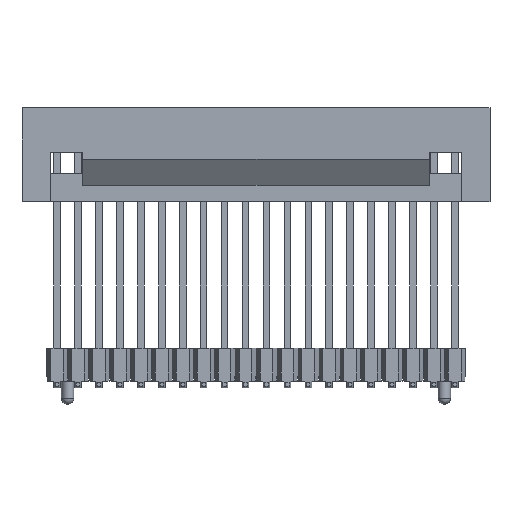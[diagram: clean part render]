
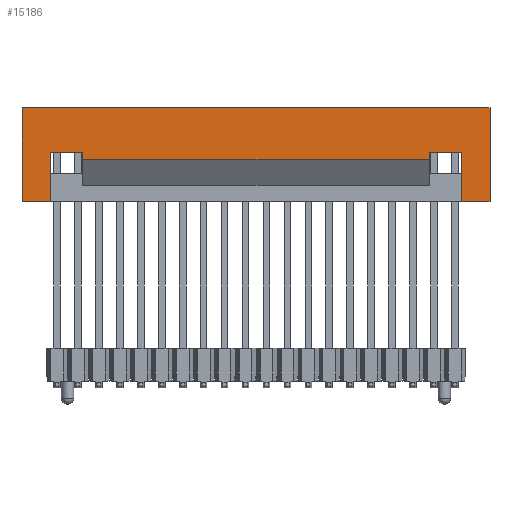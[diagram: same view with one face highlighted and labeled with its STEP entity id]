
A CAD part, front view. The second image highlights one B-rep face of the part: STEP entity #15186.
In plain terms, the highlighted planar face has unit normal (0, -1, 0).
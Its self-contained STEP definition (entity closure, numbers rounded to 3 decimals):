
#147 = DIRECTION ( 'NONE',  ( 0., 0., -1. ) ) ;
#380 = VECTOR ( 'NONE', #147, 1000. ) ;
#393 = LINE ( 'NONE', #38145, #380 ) ;
#1347 = VERTEX_POINT ( 'NONE', #35394 ) ;
#2401 = CARTESIAN_POINT ( 'NONE',  ( 31.98, -2.8, 0. ) ) ;
#3209 = VERTEX_POINT ( 'NONE', #14530 ) ;
#6000 = VERTEX_POINT ( 'NONE', #25222 ) ;
#6001 = ORIENTED_EDGE ( 'NONE', *, *, #12627, .F. ) ;
#6228 = ORIENTED_EDGE ( 'NONE', *, *, #11958, .F. ) ;
#6796 = VERTEX_POINT ( 'NONE', #28351 ) ;
#7843 = LINE ( 'NONE', #37907, #17861 ) ;
#8084 = CARTESIAN_POINT ( 'NONE',  ( 31.98, -2.8, 5.7 ) ) ;
#8577 = ORIENTED_EDGE ( 'NONE', *, *, #39030, .F. ) ;
#8701 = CARTESIAN_POINT ( 'NONE',  ( 5.28, -2.8, 3. ) ) ;
#9149 = VECTOR ( 'NONE', #13512, 1000. ) ;
#9955 = VERTEX_POINT ( 'NONE', #45657 ) ;
#9965 = VECTOR ( 'NONE', #17995, 1000. ) ;
#10493 = DIRECTION ( 'NONE',  ( -1., 0., 0. ) ) ;
#10527 = PLANE ( 'NONE',  #16666 ) ;
#11656 = VERTEX_POINT ( 'NONE', #2401 ) ;
#11696 = CARTESIAN_POINT ( 'NONE',  ( 3.58, -2.8, 5.7 ) ) ;
#11958 = EDGE_CURVE ( 'NONE', #32752, #9955, #48299, .T. ) ;
#12013 = EDGE_CURVE ( 'NONE', #28952, #22432, #32891, .T. ) ;
#12062 = ORIENTED_EDGE ( 'NONE', *, *, #28094, .F. ) ;
#12090 = LINE ( 'NONE', #27498, #34302 ) ;
#12226 = DIRECTION ( 'NONE',  ( -1., 0., 0. ) ) ;
#12627 = EDGE_CURVE ( 'NONE', #6000, #34405, #20129, .T. ) ;
#12829 = DIRECTION ( 'NONE',  ( 0., 0., 1. ) ) ;
#13213 = ORIENTED_EDGE ( 'NONE', *, *, #39208, .F. ) ;
#13512 = DIRECTION ( 'NONE',  ( 1., 0., 0. ) ) ;
#14530 = CARTESIAN_POINT ( 'NONE',  ( 7.28, -2.8, 2.571 ) ) ;
#14639 = DIRECTION ( 'NONE',  ( 1., 0., 0. ) ) ;
#15186 = ADVANCED_FACE ( 'NONE', ( #32883 ), #10527, .F. ) ;
#15289 = DIRECTION ( 'NONE',  ( 1., 0., 0. ) ) ;
#16261 = VERTEX_POINT ( 'NONE', #39434 ) ;
#16666 = AXIS2_PLACEMENT_3D ( 'NONE', #44067, #25922, #28909 ) ;
#16875 = ORIENTED_EDGE ( 'NONE', *, *, #12013, .T. ) ;
#17446 = CARTESIAN_POINT ( 'NONE',  ( 28.28, -2.8, 2.571 ) ) ;
#17861 = VECTOR ( 'NONE', #15289, 1000. ) ;
#17920 = VECTOR ( 'NONE', #24102, 1000. ) ;
#17995 = DIRECTION ( 'NONE',  ( 0., 0., 1. ) ) ;
#18455 = VECTOR ( 'NONE', #14639, 1000. ) ;
#19154 = LINE ( 'NONE', #11696, #33387 ) ;
#19263 = DIRECTION ( 'NONE',  ( 0., 0., -1. ) ) ;
#20049 = LINE ( 'NONE', #42151, #42571 ) ;
#20129 = LINE ( 'NONE', #30814, #17920 ) ;
#20164 = VERTEX_POINT ( 'NONE', #8701 ) ;
#21842 = VECTOR ( 'NONE', #12226, 1000. ) ;
#22432 = VERTEX_POINT ( 'NONE', #30602 ) ;
#23803 = CARTESIAN_POINT ( 'NONE',  ( 3.58, -2.8, 0. ) ) ;
#24069 = ORIENTED_EDGE ( 'NONE', *, *, #31812, .T. ) ;
#24102 = DIRECTION ( 'NONE',  ( 0., 0., -1. ) ) ;
#24785 = ORIENTED_EDGE ( 'NONE', *, *, #26454, .F. ) ;
#25222 = CARTESIAN_POINT ( 'NONE',  ( 28.28, -2.8, 3. ) ) ;
#25922 = DIRECTION ( 'NONE',  ( 0., 1., 0. ) ) ;
#26125 = DIRECTION ( 'NONE',  ( 1., 0., 0. ) ) ;
#26454 = EDGE_CURVE ( 'NONE', #3209, #1347, #20049, .T. ) ;
#27498 = CARTESIAN_POINT ( 'NONE',  ( 5.28, -2.8, 3. ) ) ;
#27727 = EDGE_LOOP ( 'NONE', ( #46528, #6001, #8577, #6228, #24069, #12062, #13213, #28404, #16875, #29434, #37912, #24785 ) ) ;
#28094 = EDGE_CURVE ( 'NONE', #16261, #11656, #38385, .T. ) ;
#28351 = CARTESIAN_POINT ( 'NONE',  ( 3.58, -2.8, 5.7 ) ) ;
#28404 = ORIENTED_EDGE ( 'NONE', *, *, #34961, .T. ) ;
#28870 = CARTESIAN_POINT ( 'NONE',  ( 28.28, -2.8, 3. ) ) ;
#28909 = DIRECTION ( 'NONE',  ( 0., 0., 1. ) ) ;
#28952 = VERTEX_POINT ( 'NONE', #23803 ) ;
#29415 = CARTESIAN_POINT ( 'NONE',  ( 30.28, -2.8, 3. ) ) ;
#29434 = ORIENTED_EDGE ( 'NONE', *, *, #42674, .F. ) ;
#30602 = CARTESIAN_POINT ( 'NONE',  ( 5.28, -2.8, 0. ) ) ;
#30814 = CARTESIAN_POINT ( 'NONE',  ( 28.28, -2.8, 3. ) ) ;
#31610 = LINE ( 'NONE', #46015, #21842 ) ;
#31812 = EDGE_CURVE ( 'NONE', #32752, #11656, #44693, .T. ) ;
#32752 = VERTEX_POINT ( 'NONE', #39003 ) ;
#32883 = FACE_OUTER_BOUND ( 'NONE', #27727, .T. ) ;
#32891 = LINE ( 'NONE', #44569, #9149 ) ;
#33387 = VECTOR ( 'NONE', #26125, 1000. ) ;
#34302 = VECTOR ( 'NONE', #42900, 1000. ) ;
#34405 = VERTEX_POINT ( 'NONE', #17446 ) ;
#34961 = EDGE_CURVE ( 'NONE', #6796, #28952, #393, .T. ) ;
#35394 = CARTESIAN_POINT ( 'NONE',  ( 7.28, -2.8, 3. ) ) ;
#35533 = VECTOR ( 'NONE', #19263, 1000. ) ;
#36584 = LINE ( 'NONE', #28870, #47642 ) ;
#37907 = CARTESIAN_POINT ( 'NONE',  ( 3.58, -2.8, 2.571 ) ) ;
#37912 = ORIENTED_EDGE ( 'NONE', *, *, #45432, .F. ) ;
#38145 = CARTESIAN_POINT ( 'NONE',  ( 3.58, -2.8, 5.7 ) ) ;
#38385 = LINE ( 'NONE', #8084, #35533 ) ;
#39003 = CARTESIAN_POINT ( 'NONE',  ( 30.28, -2.8, 0. ) ) ;
#39030 = EDGE_CURVE ( 'NONE', #9955, #6000, #36584, .T. ) ;
#39208 = EDGE_CURVE ( 'NONE', #6796, #16261, #19154, .T. ) ;
#39434 = CARTESIAN_POINT ( 'NONE',  ( 31.98, -2.8, 5.7 ) ) ;
#42151 = CARTESIAN_POINT ( 'NONE',  ( 7.28, -2.8, 3. ) ) ;
#42571 = VECTOR ( 'NONE', #12829, 1000. ) ;
#42674 = EDGE_CURVE ( 'NONE', #20164, #22432, #12090, .T. ) ;
#42900 = DIRECTION ( 'NONE',  ( 0., 0., -1. ) ) ;
#44067 = CARTESIAN_POINT ( 'NONE',  ( 3.58, -2.8, 5.7 ) ) ;
#44569 = CARTESIAN_POINT ( 'NONE',  ( 3.58, -2.8, 0. ) ) ;
#44693 = LINE ( 'NONE', #48669, #18455 ) ;
#45432 = EDGE_CURVE ( 'NONE', #1347, #20164, #31610, .T. ) ;
#45657 = CARTESIAN_POINT ( 'NONE',  ( 30.28, -2.8, 3. ) ) ;
#46015 = CARTESIAN_POINT ( 'NONE',  ( 5.28, -2.8, 3. ) ) ;
#46528 = ORIENTED_EDGE ( 'NONE', *, *, #46604, .T. ) ;
#46604 = EDGE_CURVE ( 'NONE', #3209, #34405, #7843, .T. ) ;
#47642 = VECTOR ( 'NONE', #10493, 1000. ) ;
#48299 = LINE ( 'NONE', #29415, #9965 ) ;
#48669 = CARTESIAN_POINT ( 'NONE',  ( -31.98, -2.8, 0. ) ) ;
